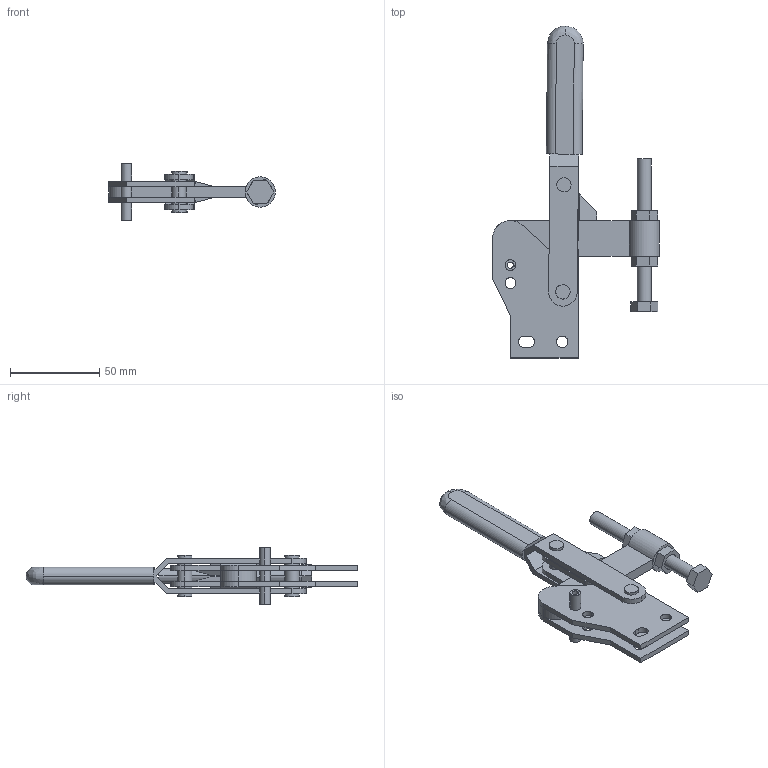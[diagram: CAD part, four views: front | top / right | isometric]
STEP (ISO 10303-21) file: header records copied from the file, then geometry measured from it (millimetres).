
FILE_DESCRIPTION((''),'2;1');
FILE_NAME('MG2S.stp','2006-07-11T15:59:25',('Matthew'),(''),'Autodesk Inventor 8','Autodesk Inventor 8','');
FILE_SCHEMA(('AUTOMOTIVE_DESIGN { 1 0 10303 214 1 1 1 1 }'));
Length unit declared in the file: millimetre
Products named in the file (6): MG2S; MG2S1; MG2S2; MG2S3; MG2S4; MG2S5
Assembly tree (5 placements, depth 2):
  MG2S
    MG2S1
    MG2S2
    MG2S3
    MG2S4
    MG2S5
Bounding box: 93.5 x 186 x 32 mm (x, y, z)
Volume: 61350.1 mm3; surface area: 38221.5 mm2
Topology: 8 solids, 8 shells, 180 faces, 462 edges, 302 vertices
Faces by surface type: cylinder 78, plane 78, bspline 24
Entity records: 5916 total; most frequent: CARTESIAN_POINT 1221, DIRECTION 977, ORIENTED_EDGE 924, EDGE_CURVE 462, AXIS2_PLACEMENT_3D 348, VERTEX_POINT 302, VECTOR 281, LINE 281
